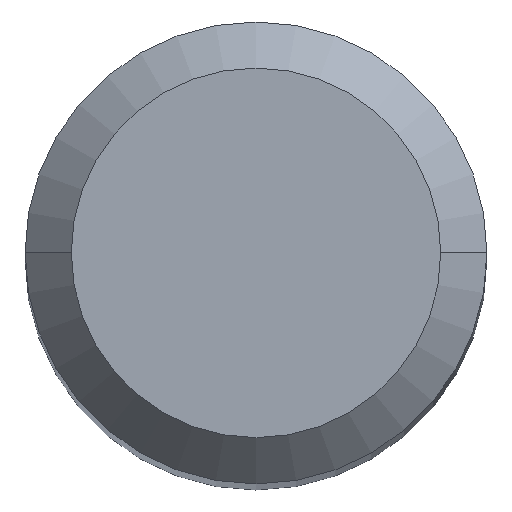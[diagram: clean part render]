
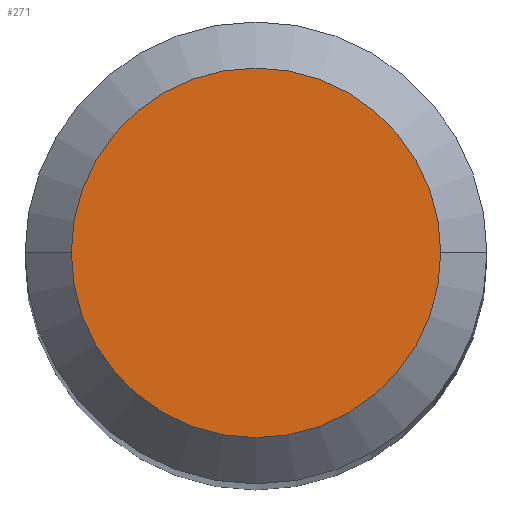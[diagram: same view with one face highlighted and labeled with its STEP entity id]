
A CAD part, top view. The second image highlights one B-rep face of the part: STEP entity #271.
In plain terms, the highlighted planar face has unit normal (0, 0, 1).
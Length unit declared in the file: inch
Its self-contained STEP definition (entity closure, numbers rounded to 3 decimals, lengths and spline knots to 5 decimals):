
#13 = FACE_OUTER_BOUND ( 'NONE', #293, .T. ) ;
#17 = DIRECTION ( 'NONE',  ( -1., 0., 0. ) ) ;
#81 = CIRCLE ( 'NONE', #189, 0.05 ) ;
#123 = PLANE ( 'NONE',  #277 ) ;
#150 = CIRCLE ( 'NONE', #310, 0.05 ) ;
#167 = CARTESIAN_POINT ( 'NONE',  ( 0.05, 0., 0. ) ) ;
#186 = DIRECTION ( 'NONE',  ( 1., 0., 0. ) ) ;
#189 = AXIS2_PLACEMENT_3D ( 'NONE', #314, #465, #422 ) ;
#191 = VERTEX_POINT ( 'NONE', #207 ) ;
#196 = EDGE_CURVE ( 'NONE', #264, #191, #150, .T. ) ;
#202 = DIRECTION ( 'NONE',  ( 0., 0., -1. ) ) ;
#207 = CARTESIAN_POINT ( 'NONE',  ( -0.05, 0., 0. ) ) ;
#264 = VERTEX_POINT ( 'NONE', #167 ) ;
#271 = ADVANCED_FACE ( 'NONE', ( #13 ), #123, .F. ) ;
#277 = AXIS2_PLACEMENT_3D ( 'NONE', #428, #202, #17 ) ;
#293 = EDGE_LOOP ( 'NONE', ( #365, #470 ) ) ;
#306 = EDGE_CURVE ( 'NONE', #191, #264, #81, .T. ) ;
#310 = AXIS2_PLACEMENT_3D ( 'NONE', #487, #453, #186 ) ;
#314 = CARTESIAN_POINT ( 'NONE',  ( 0., 0., 0. ) ) ;
#365 = ORIENTED_EDGE ( 'NONE', *, *, #306, .T. ) ;
#422 = DIRECTION ( 'NONE',  ( 1., 0., 0. ) ) ;
#428 = CARTESIAN_POINT ( 'NONE',  ( 0., 0., 0. ) ) ;
#453 = DIRECTION ( 'NONE',  ( 0., 0., 1. ) ) ;
#465 = DIRECTION ( 'NONE',  ( 0., 0., 1. ) ) ;
#470 = ORIENTED_EDGE ( 'NONE', *, *, #196, .T. ) ;
#487 = CARTESIAN_POINT ( 'NONE',  ( 0., 0., 0. ) ) ;
